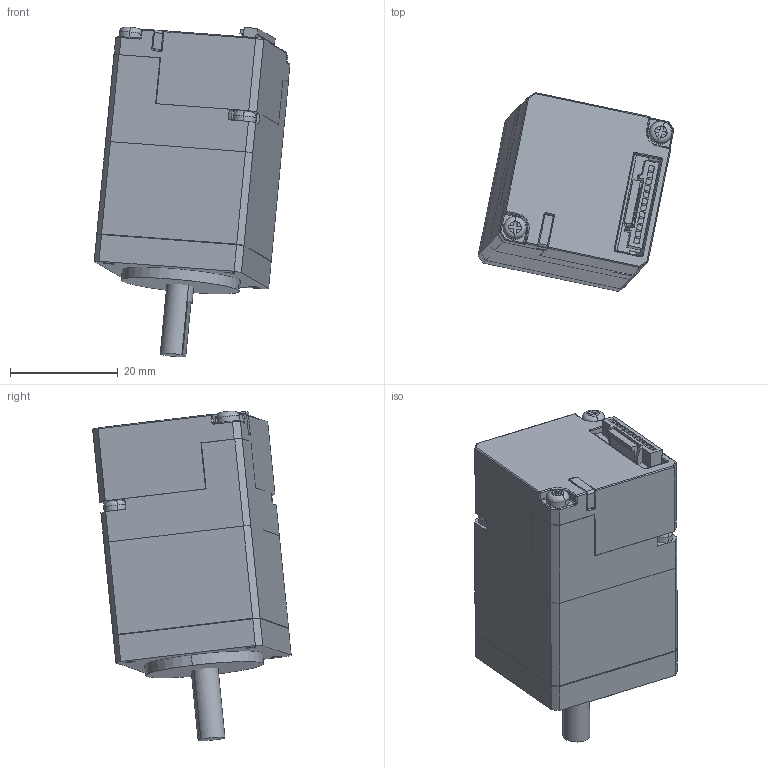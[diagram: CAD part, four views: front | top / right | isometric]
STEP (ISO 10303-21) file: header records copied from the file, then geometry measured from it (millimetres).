
FILE_DESCRIPTION (( 'STEP AP203' ), '1' );
FILE_NAME ('TSM11x-1RM_3D.STEP', '2015-05-27T01:09:12', ( 'Leo_liu' ), ( '' ), 'SwSTEP 2.0', 'SolidWorks 2014', '' );
FILE_SCHEMA (( 'CONFIG_CONTROL_DESIGN' ));
Length unit declared in the file: millimetre
Products named in the file (1): TSM11x-1RM_3D
Bounding box: 36.33 x 36.83 x 61.22 mm (x, y, z)
Surface area: 10853.2 mm2 (no closed solid volume)
Topology: 0 solids, 11 shells, 305 faces, 1016 edges, 713 vertices
Faces by surface type: plane 195, cylinder 81, torus 15, bspline 10, sphere 4
Entity records: 11811 total; most frequent: CARTESIAN_POINT 3075, DIRECTION 1720, ORIENTED_EDGE 1719, EDGE_CURVE 1010, VERTEX_POINT 713, VECTOR 694, LINE 694, AXIS2_PLACEMENT_3D 513
